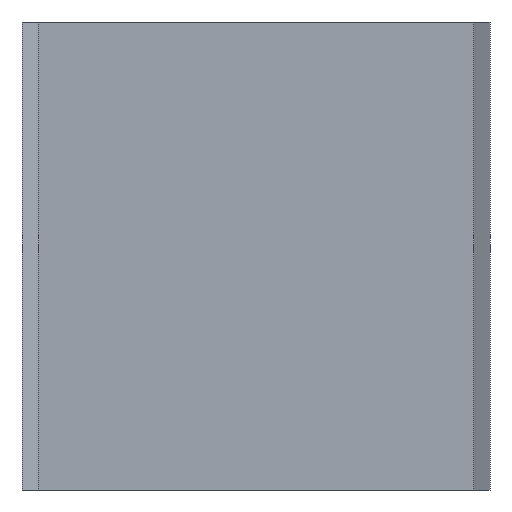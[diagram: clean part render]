
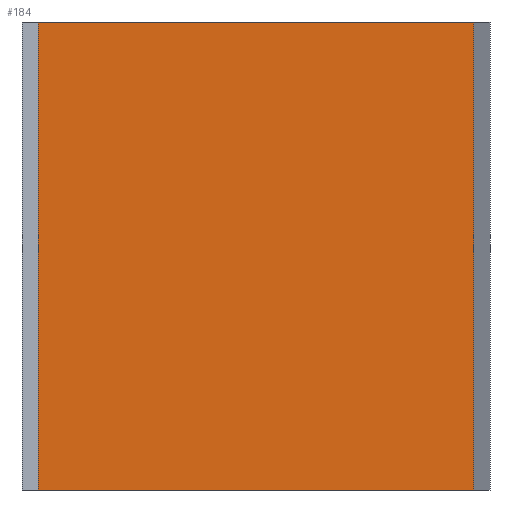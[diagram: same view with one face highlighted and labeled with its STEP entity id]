
A CAD part, front view. The second image highlights one B-rep face of the part: STEP entity #184.
In plain terms, the highlighted planar face has unit normal (0, -1, 0).
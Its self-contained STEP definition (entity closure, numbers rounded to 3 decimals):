
#4 = CARTESIAN_POINT ( 'NONE',  ( -48.5, 78.5, 0. ) ) ;
#17 = ORIENTED_EDGE ( 'NONE', *, *, #219, .F. ) ;
#19 = EDGE_LOOP ( 'NONE', ( #282, #17, #64, #235 ) ) ;
#28 = CARTESIAN_POINT ( 'NONE',  ( -48.5, 78.5, -100. ) ) ;
#64 = ORIENTED_EDGE ( 'NONE', *, *, #135, .T. ) ;
#80 = DIRECTION ( 'NONE',  ( 0., 0., 1. ) ) ;
#135 = EDGE_CURVE ( 'NONE', #436, #139, #313, .T. ) ;
#138 = CARTESIAN_POINT ( 'NONE',  ( -48.5, 78.5, -100. ) ) ;
#139 = VERTEX_POINT ( 'NONE', #209 ) ;
#177 = VECTOR ( 'NONE', #350, 1000. ) ;
#178 = DIRECTION ( 'NONE',  ( 0., -1., 0. ) ) ;
#184 = ADVANCED_FACE ( 'NONE', ( #208 ), #240, .T. ) ;
#201 = VERTEX_POINT ( 'NONE', #242 ) ;
#208 = FACE_OUTER_BOUND ( 'NONE', #19, .T. ) ;
#209 = CARTESIAN_POINT ( 'NONE',  ( 48.5, 78.5, -100. ) ) ;
#211 = LINE ( 'NONE', #317, #177 ) ;
#215 = EDGE_CURVE ( 'NONE', #318, #201, #211, .T. ) ;
#219 = EDGE_CURVE ( 'NONE', #436, #318, #348, .T. ) ;
#235 = ORIENTED_EDGE ( 'NONE', *, *, #453, .T. ) ;
#240 = PLANE ( 'NONE',  #370 ) ;
#242 = CARTESIAN_POINT ( 'NONE',  ( 48.5, 78.5, 0. ) ) ;
#282 = ORIENTED_EDGE ( 'NONE', *, *, #215, .F. ) ;
#313 = LINE ( 'NONE', #454, #386 ) ;
#317 = CARTESIAN_POINT ( 'NONE',  ( -48.5, 78.5, 0. ) ) ;
#318 = VERTEX_POINT ( 'NONE', #4 ) ;
#338 = LINE ( 'NONE', #415, #427 ) ;
#344 = DIRECTION ( 'NONE',  ( 0., 0., 1. ) ) ;
#348 = LINE ( 'NONE', #28, #430 ) ;
#350 = DIRECTION ( 'NONE',  ( 1., 0., 0. ) ) ;
#370 = AXIS2_PLACEMENT_3D ( 'NONE', #138, #178, #380 ) ;
#380 = DIRECTION ( 'NONE',  ( 0., 0., -1. ) ) ;
#384 = DIRECTION ( 'NONE',  ( 1., 0., 0. ) ) ;
#386 = VECTOR ( 'NONE', #384, 1000. ) ;
#415 = CARTESIAN_POINT ( 'NONE',  ( 48.5, 78.5, -100. ) ) ;
#427 = VECTOR ( 'NONE', #80, 1000. ) ;
#430 = VECTOR ( 'NONE', #344, 1000. ) ;
#436 = VERTEX_POINT ( 'NONE', #439 ) ;
#439 = CARTESIAN_POINT ( 'NONE',  ( -48.5, 78.5, -100. ) ) ;
#453 = EDGE_CURVE ( 'NONE', #139, #201, #338, .T. ) ;
#454 = CARTESIAN_POINT ( 'NONE',  ( -48.5, 78.5, -100. ) ) ;
